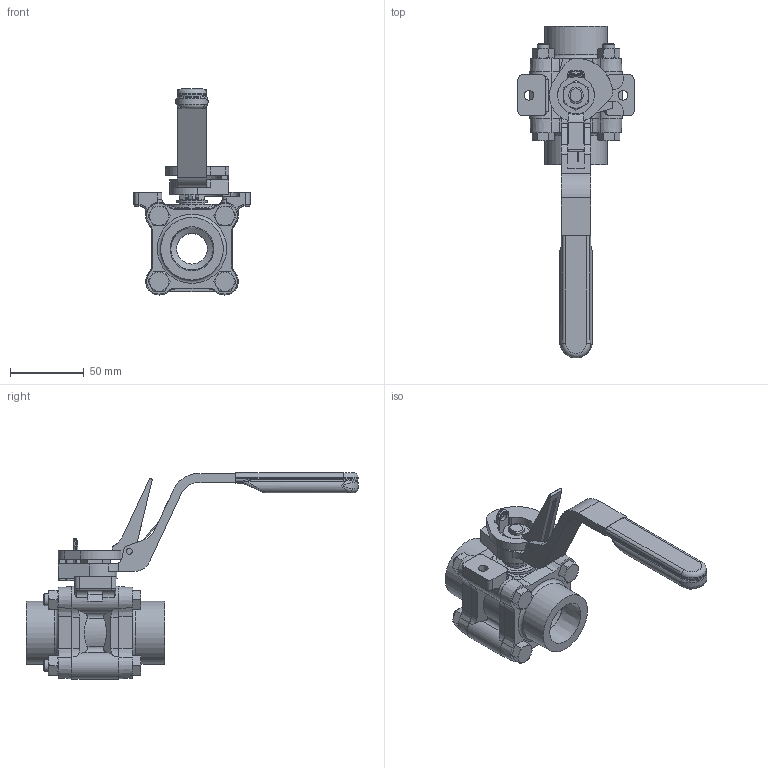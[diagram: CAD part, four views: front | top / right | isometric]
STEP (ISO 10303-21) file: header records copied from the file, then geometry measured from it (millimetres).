
FILE_DESCRIPTION((''),'2;1');
FILE_NAME('10-A44-6666TTSETSET.stp','2014-12-17T15:29:43',('10146786'),(''),'Autodesk Inventor 2012','Autodesk Inventor 2012','');
FILE_SCHEMA(('AUTOMOTIVE_DESIGN { 1 0 10303 214 1 1 1 1 }'));
Products named in the file (14): 10-A44-6666TTSETSET; GA-B04410-16254-A-1; GA-B04410-08100-A-1; GA-A44-10-STEM-BUILD-A-1; GA-B00010-06002-A-1; GA-B00010-52001-A-1; M08-8-060-110-A-1; M08-8-000-360-A-1; A22812; B04410-01065; b04410-01069; B00005-42007; B00010-34000; Location Pin
Assembly tree (21 placements, depth 3):
  10-A44-6666TTSETSET
    GA-B04410-16254-A-1
    GA-B04410-08100-A-1  x2
    GA-A44-10-STEM-BUILD-A-1
    GA-B00010-06002-A-1  x2
    GA-B00010-52001-A-1
    M08-8-060-110-A-1  x4
    M08-8-000-360-A-1  x4
    A22812
      B04410-01065
      b04410-01069
      B00005-42007
      B00010-34000
      Location Pin
Bounding box: 78.4 x 224.34 x 139.31 mm (x, y, z)
Volume: 251281.6 mm3; surface area: 93505.2 mm2
Topology: 20 solids, 20 shells, 655 faces, 1628 edges, 1022 vertices
Faces by surface type: plane 274, cylinder 183, cone 131, bspline 39, torus 24, sphere 4
Full cylindrical faces by diameter (mm): 0.8 x2, 4 x3, 4.2 x2, 6 x1, 6.647 x6, 8 x4, 8.5 x12, 9.728 x2, 10.977 x1, 17.2 x1, 20.6 x1, 20.65 x1, 20.7 x2, 24 x1, 27 x1, 28.575 x2, 42.3 x2
Entity records: 17100 total; most frequent: CARTESIAN_POINT 4987, DIRECTION 2481, ORIENTED_EDGE 2420, EDGE_CURVE 1210, AXIS2_PLACEMENT_3D 944, VERTEX_POINT 790, VECTOR 593, LINE 593
